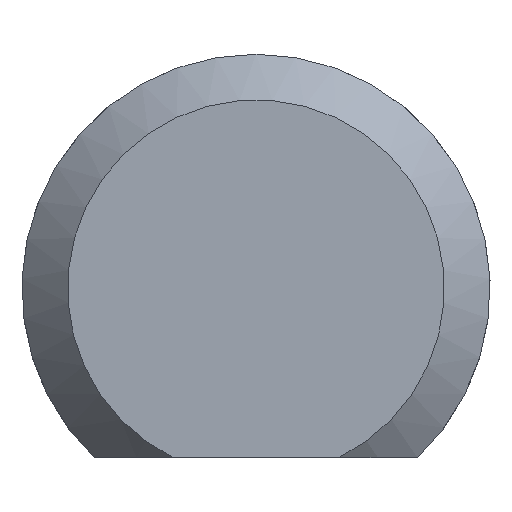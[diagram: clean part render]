
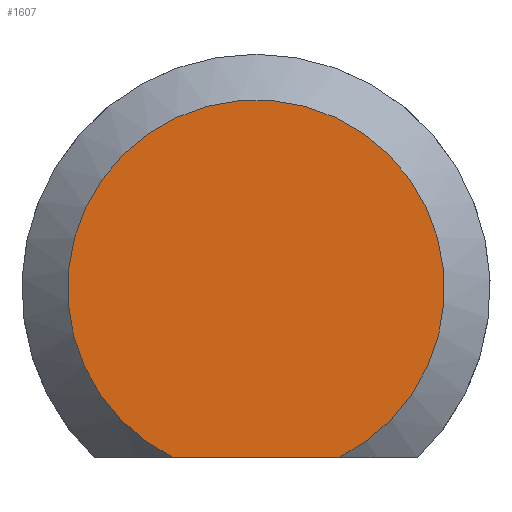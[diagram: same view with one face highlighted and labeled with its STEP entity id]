
A CAD part, left-side view. The second image highlights one B-rep face of the part: STEP entity #1607.
In plain terms, the highlighted planar face has unit normal (-1, 0, 0).
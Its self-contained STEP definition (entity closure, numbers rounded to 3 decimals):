
#24=PLANE('',#1764);
#200=CIRCLE('',#1756,4.95);
#292=FACE_OUTER_BOUND('',#382,.T.);
#382=EDGE_LOOP('',(#1501,#1502));
#508=LINE('',#3501,#582);
#582=VECTOR('',#1988,10.);
#728=VERTEX_POINT('',#3496);
#729=VERTEX_POINT('',#3500);
#946=EDGE_CURVE('',#729,#728,#508,.T.);
#1006=EDGE_CURVE('',#729,#728,#200,.T.);
#1501=ORIENTED_EDGE('',*,*,#1006,.F.);
#1502=ORIENTED_EDGE('',*,*,#946,.T.);
#1607=ADVANCED_FACE('',(#292),#24,.F.);
#1756=AXIS2_PLACEMENT_3D('',#3715,#2107,#2108);
#1764=AXIS2_PLACEMENT_3D('',#3724,#2124,#2125);
#1988=DIRECTION('',(0.,-1.,0.));
#2107=DIRECTION('center_axis',(1.,0.,0.));
#2108=DIRECTION('ref_axis',(0.,1.,0.));
#2124=DIRECTION('center_axis',(1.,0.,0.));
#2125=DIRECTION('ref_axis',(0.,1.,0.));
#3496=CARTESIAN_POINT('',(-75.,-2.168,-4.45));
#3500=CARTESIAN_POINT('',(-75.,2.168,-4.45));
#3501=CARTESIAN_POINT('',(-75.,0.,-4.45));
#3715=CARTESIAN_POINT('Origin',(-75.,0.,0.));
#3724=CARTESIAN_POINT('Origin',(-75.,0.,0.));
